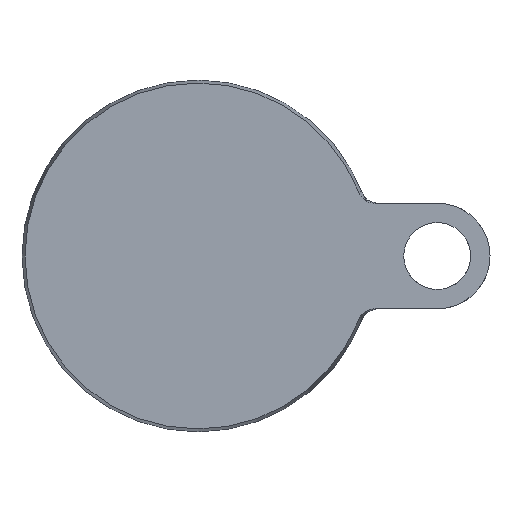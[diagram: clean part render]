
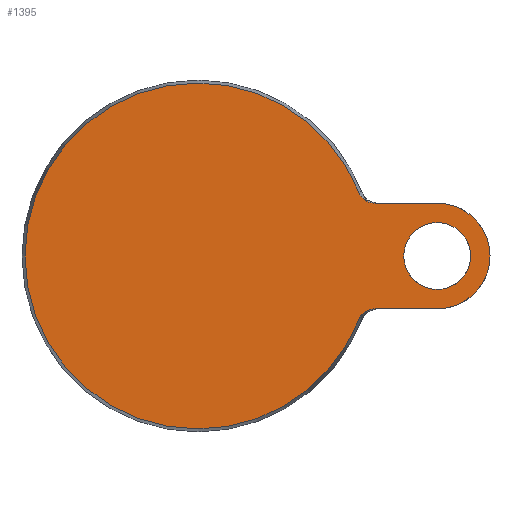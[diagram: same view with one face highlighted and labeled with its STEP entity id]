
A CAD part, front view. The second image highlights one B-rep face of the part: STEP entity #1395.
In plain terms, the highlighted planar face has unit normal (0, -1, 0).
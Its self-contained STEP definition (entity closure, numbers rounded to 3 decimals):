
#3 = CARTESIAN_POINT ( 'NONE',  ( 47.314, 0., -16.005 ) ) ;
#10 = CARTESIAN_POINT ( 'NONE',  ( 50.113, 0., -15. ) ) ;
#59 = CARTESIAN_POINT ( 'NONE',  ( 46.58, 0., 16.677 ) ) ;
#68 = CARTESIAN_POINT ( 'NONE',  ( 47.322, 0., 16. ) ) ;
#69 = CIRCLE ( 'NONE', #1099, 9.5 ) ;
#77 = CARTESIAN_POINT ( 'NONE',  ( 0., 0., -49.143 ) ) ;
#114 = VERTEX_POINT ( 'NONE', #937 ) ;
#121 = EDGE_CURVE ( 'NONE', #114, #338, #1562, .T. ) ;
#133 = VERTEX_POINT ( 'NONE', #171 ) ;
#136 = CARTESIAN_POINT ( 'NONE',  ( 50.366, 0., -15. ) ) ;
#138 = VERTEX_POINT ( 'NONE', #1452 ) ;
#155 = DIRECTION ( 'NONE',  ( 1., 0., 0. ) ) ;
#171 = CARTESIAN_POINT ( 'NONE',  ( 45.66, 0., -18.169 ) ) ;
#177 = CARTESIAN_POINT ( 'NONE',  ( 0., 0., 0. ) ) ;
#182 = DIRECTION ( 'NONE',  ( 0., 0., -1. ) ) ;
#184 = DIRECTION ( 'NONE',  ( 0., -1., 0. ) ) ;
#197 = CARTESIAN_POINT ( 'NONE',  ( 46.108, 0., 17.258 ) ) ;
#203 = EDGE_CURVE ( 'NONE', #239, #114, #1227, .T. ) ;
#206 = CARTESIAN_POINT ( 'NONE',  ( 47.955, 0., 15.598 ) ) ;
#217 = CARTESIAN_POINT ( 'NONE',  ( 68., 0., 0. ) ) ;
#227 = EDGE_CURVE ( 'NONE', #133, #338, #1259, .T. ) ;
#230 = VECTOR ( 'NONE', #431, 1000. ) ;
#231 = CARTESIAN_POINT ( 'NONE',  ( 46.749, 0., -16.497 ) ) ;
#237 = EDGE_CURVE ( 'NONE', #702, #138, #69, .T. ) ;
#239 = VERTEX_POINT ( 'NONE', #1241 ) ;
#291 = DIRECTION ( 'NONE',  ( 0., 1., 0. ) ) ;
#298 = AXIS2_PLACEMENT_3D ( 'NONE', #720, #184, #1345 ) ;
#338 = VERTEX_POINT ( 'NONE', #136 ) ;
#365 = CARTESIAN_POINT ( 'NONE',  ( 68., 0., -9.5 ) ) ;
#367 = CARTESIAN_POINT ( 'NONE',  ( 48.405, 0., -15.385 ) ) ;
#372 = CARTESIAN_POINT ( 'NONE',  ( 0., 0., 49.143 ) ) ;
#373 = CARTESIAN_POINT ( 'NONE',  ( 48.637, 0., -15.295 ) ) ;
#383 = FACE_OUTER_BOUND ( 'NONE', #401, .T. ) ;
#401 = EDGE_LOOP ( 'NONE', ( #521, #906, #618, #1200, #761, #1462, #916, #462 ) ) ;
#424 = DIRECTION ( 'NONE',  ( 0., 1., 0. ) ) ;
#431 = DIRECTION ( 'NONE',  ( -1., 0., 0. ) ) ;
#462 = ORIENTED_EDGE ( 'NONE', *, *, #203, .F. ) ;
#467 = ORIENTED_EDGE ( 'NONE', *, *, #570, .T. ) ;
#521 = ORIENTED_EDGE ( 'NONE', *, *, #1475, .F. ) ;
#524 = CARTESIAN_POINT ( 'NONE',  ( 15., 0., 15. ) ) ;
#549 = EDGE_CURVE ( 'NONE', #1589, #133, #582, .T. ) ;
#554 = CARTESIAN_POINT ( 'NONE',  ( 49.366, 0., 15.074 ) ) ;
#568 = AXIS2_PLACEMENT_3D ( 'NONE', #1277, #291, #1380 ) ;
#570 = EDGE_CURVE ( 'NONE', #138, #702, #1219, .T. ) ;
#580 = CARTESIAN_POINT ( 'NONE',  ( 45.66, 0., 18.169 ) ) ;
#582 = CIRCLE ( 'NONE', #298, 49.143 ) ;
#594 = AXIS2_PLACEMENT_3D ( 'NONE', #812, #424, #691 ) ;
#601 = EDGE_LOOP ( 'NONE', ( #1347, #467 ) ) ;
#616 = CARTESIAN_POINT ( 'NONE',  ( 50.366, 0., -15. ) ) ;
#618 = ORIENTED_EDGE ( 'NONE', *, *, #1044, .T. ) ;
#677 = CIRCLE ( 'NONE', #941, 49.143 ) ;
#691 = DIRECTION ( 'NONE',  ( 0., 0., -1. ) ) ;
#693 = CARTESIAN_POINT ( 'NONE',  ( 50.366, 0., 15. ) ) ;
#702 = VERTEX_POINT ( 'NONE', #365 ) ;
#710 = CARTESIAN_POINT ( 'NONE',  ( 47.738, 0., 15.721 ) ) ;
#720 = CARTESIAN_POINT ( 'NONE',  ( 0., 0., 0. ) ) ;
#740 = CARTESIAN_POINT ( 'NONE',  ( 49.363, 0., -15.093 ) ) ;
#761 = ORIENTED_EDGE ( 'NONE', *, *, #549, .T. ) ;
#775 = VERTEX_POINT ( 'NONE', #372 ) ;
#781 = FACE_BOUND ( 'NONE', #601, .T. ) ;
#807 = DIRECTION ( 'NONE',  ( 0., -1., 0. ) ) ;
#812 = CARTESIAN_POINT ( 'NONE',  ( 68., 0., 0. ) ) ;
#822 = CARTESIAN_POINT ( 'NONE',  ( 47.122, 0., 16.157 ) ) ;
#832 = CARTESIAN_POINT ( 'NONE',  ( 49.86, 0., 15. ) ) ;
#855 = VECTOR ( 'NONE', #155, 1000. ) ;
#870 = CARTESIAN_POINT ( 'NONE',  ( 46.1, 0., -17.269 ) ) ;
#876 = CARTESIAN_POINT ( 'NONE',  ( 49.862, 0., -15.019 ) ) ;
#899 = VERTEX_POINT ( 'NONE', #1052 ) ;
#902 = AXIS2_PLACEMENT_3D ( 'NONE', #217, #1560, #1069 ) ;
#906 = ORIENTED_EDGE ( 'NONE', *, *, #982, .T. ) ;
#916 = ORIENTED_EDGE ( 'NONE', *, *, #121, .F. ) ;
#937 = CARTESIAN_POINT ( 'NONE',  ( 68., 0., -15. ) ) ;
#941 = AXIS2_PLACEMENT_3D ( 'NONE', #177, #807, #1327 ) ;
#955 = CARTESIAN_POINT ( 'NONE',  ( 68., 0., 0. ) ) ;
#968 = CARTESIAN_POINT ( 'NONE',  ( 45.848, 0., 17.699 ) ) ;
#982 = EDGE_CURVE ( 'NONE', #899, #1223, #1569, .T. ) ;
#988 = CIRCLE ( 'NONE', #1226, 49.143 ) ;
#1010 = CARTESIAN_POINT ( 'NONE',  ( 47.73, 0., -15.726 ) ) ;
#1031 = LINE ( 'NONE', #524, #855 ) ;
#1035 = EDGE_CURVE ( 'NONE', #775, #1589, #677, .T. ) ;
#1044 = EDGE_CURVE ( 'NONE', #1223, #775, #988, .T. ) ;
#1052 = CARTESIAN_POINT ( 'NONE',  ( 50.366, 0., 15. ) ) ;
#1069 = DIRECTION ( 'NONE',  ( 0., 0., 1. ) ) ;
#1099 = AXIS2_PLACEMENT_3D ( 'NONE', #955, #1121, #1260 ) ;
#1121 = DIRECTION ( 'NONE',  ( 0., 1., 0. ) ) ;
#1131 = CARTESIAN_POINT ( 'NONE',  ( 45.66, 0., -18.169 ) ) ;
#1137 = CARTESIAN_POINT ( 'NONE',  ( 46.575, 0., -16.681 ) ) ;
#1199 = CARTESIAN_POINT ( 'NONE',  ( 48.644, 0., 15.292 ) ) ;
#1200 = ORIENTED_EDGE ( 'NONE', *, *, #1035, .T. ) ;
#1219 = CIRCLE ( 'NONE', #902, 9.5 ) ;
#1223 = VERTEX_POINT ( 'NONE', #580 ) ;
#1226 = AXIS2_PLACEMENT_3D ( 'NONE', #1455, #1311, #182 ) ;
#1227 = CIRCLE ( 'NONE', #594, 15. ) ;
#1235 = CARTESIAN_POINT ( 'NONE',  ( 49.116, 0., -15.149 ) ) ;
#1241 = CARTESIAN_POINT ( 'NONE',  ( 68., 0., 15. ) ) ;
#1259 = B_SPLINE_CURVE_WITH_KNOTS ( 'NONE', 3,
 ( #1131, #1505, #870, #1137, #231, #1371, #3, #1010, #1511, #367, #373, #1235, #740, #876, #10, #616 ),
 .UNSPECIFIED., .F., .F.,
 ( 4, 2, 2, 2, 2, 2, 2, 4 ),
 ( 0., 0.001, 0.002, 0.003, 0.004, 0.004, 0.005, 0.006 ),
 .UNSPECIFIED. ) ;
#1260 = DIRECTION ( 'NONE',  ( 0., 0., 1. ) ) ;
#1277 = CARTESIAN_POINT ( 'NONE',  ( -49.143, 0., 0. ) ) ;
#1292 = PLANE ( 'NONE',  #568 ) ;
#1311 = DIRECTION ( 'NONE',  ( 0., -1., 0. ) ) ;
#1325 = CARTESIAN_POINT ( 'NONE',  ( 15., 0., -15. ) ) ;
#1327 = DIRECTION ( 'NONE',  ( 0., 0., -1. ) ) ;
#1336 = CARTESIAN_POINT ( 'NONE',  ( 48.407, 0., 15.384 ) ) ;
#1345 = DIRECTION ( 'NONE',  ( 0., 0., -1. ) ) ;
#1347 = ORIENTED_EDGE ( 'NONE', *, *, #237, .T. ) ;
#1371 = CARTESIAN_POINT ( 'NONE',  ( 47.118, 0., -16.16 ) ) ;
#1380 = DIRECTION ( 'NONE',  ( 0., 0., 1. ) ) ;
#1395 = ADVANCED_FACE ( 'NONE', ( #383, #781 ), #1292, .F. ) ;
#1452 = CARTESIAN_POINT ( 'NONE',  ( 68., 0., 9.5 ) ) ;
#1455 = CARTESIAN_POINT ( 'NONE',  ( 0., 0., 0. ) ) ;
#1462 = ORIENTED_EDGE ( 'NONE', *, *, #227, .T. ) ;
#1475 = EDGE_CURVE ( 'NONE', #899, #239, #1031, .T. ) ;
#1505 = CARTESIAN_POINT ( 'NONE',  ( 45.848, 0., -17.699 ) ) ;
#1511 = CARTESIAN_POINT ( 'NONE',  ( 47.952, 0., -15.6 ) ) ;
#1558 = CARTESIAN_POINT ( 'NONE',  ( 46.751, 0., 16.495 ) ) ;
#1560 = DIRECTION ( 'NONE',  ( 0., 1., 0. ) ) ;
#1562 = LINE ( 'NONE', #1325, #230 ) ;
#1566 = CARTESIAN_POINT ( 'NONE',  ( 45.66, 0., 18.169 ) ) ;
#1569 = B_SPLINE_CURVE_WITH_KNOTS ( 'NONE', 3,
 ( #693, #832, #554, #1199, #1336, #206, #710, #68, #822, #1558, #59, #197, #968, #1566 ),
 .UNSPECIFIED., .F., .F.,
 ( 4, 2, 2, 2, 2, 2, 4 ),
 ( 0., 0.001, 0.002, 0.003, 0.004, 0.004, 0.006 ),
 .UNSPECIFIED. ) ;
#1589 = VERTEX_POINT ( 'NONE', #77 ) ;
